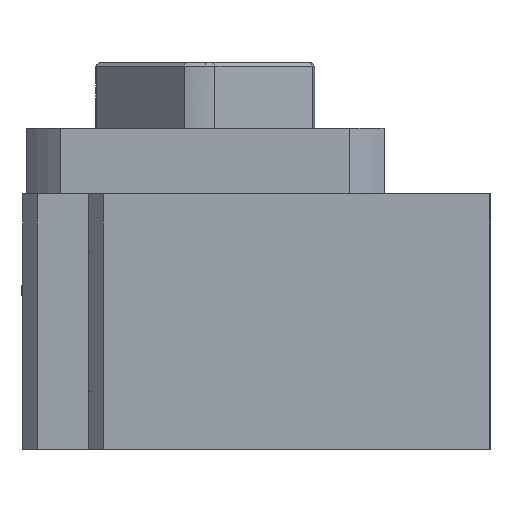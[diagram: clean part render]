
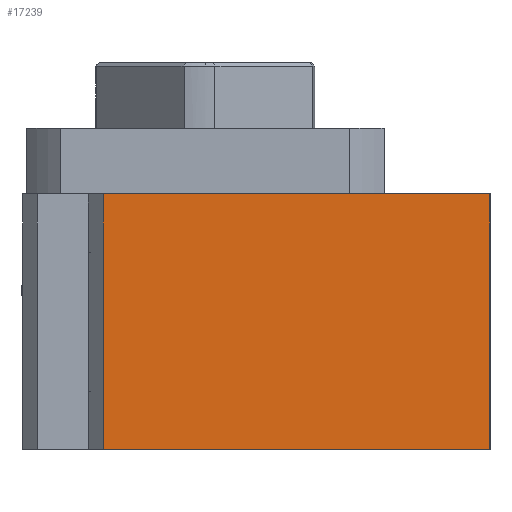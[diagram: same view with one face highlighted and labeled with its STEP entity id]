
A CAD part, left-side view. The second image highlights one B-rep face of the part: STEP entity #17239.
In plain terms, the highlighted planar face has unit normal (-1, 0, 0).
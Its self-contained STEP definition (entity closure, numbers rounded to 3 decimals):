
#907 = EDGE_CURVE ( 'NONE', #22602, #14799, #8957, .T. ) ;
#1432 = CARTESIAN_POINT ( 'NONE',  ( -48.365, -44.157, 17.5 ) ) ;
#1589 = ORIENTED_EDGE ( 'NONE', *, *, #19072, .T. ) ;
#3215 = DIRECTION ( 'NONE',  ( 0., 1., 0. ) ) ;
#3650 = FACE_OUTER_BOUND ( 'NONE', #8643, .T. ) ;
#5193 = CARTESIAN_POINT ( 'NONE',  ( -48.365, 8.843, -17.5 ) ) ;
#5785 = DIRECTION ( 'NONE',  ( 0., 1., 0. ) ) ;
#6875 = DIRECTION ( 'NONE',  ( 0., 0., -1. ) ) ;
#6912 = VERTEX_POINT ( 'NONE', #13583 ) ;
#7758 = VECTOR ( 'NONE', #17628, 1000. ) ;
#8340 = CARTESIAN_POINT ( 'NONE',  ( -48.365, -12.157, 17.5 ) ) ;
#8643 = EDGE_LOOP ( 'NONE', ( #14447, #15800, #1589, #28304 ) ) ;
#8957 = LINE ( 'NONE', #8340, #22398 ) ;
#10632 = DIRECTION ( 'NONE',  ( 0., 0., 1. ) ) ;
#13583 = CARTESIAN_POINT ( 'NONE',  ( -48.365, -44.157, -17.5 ) ) ;
#14447 = ORIENTED_EDGE ( 'NONE', *, *, #28346, .F. ) ;
#14480 = LINE ( 'NONE', #32772, #7758 ) ;
#14799 = VERTEX_POINT ( 'NONE', #22152 ) ;
#15314 = LINE ( 'NONE', #18413, #31944 ) ;
#15800 = ORIENTED_EDGE ( 'NONE', *, *, #27984, .F. ) ;
#17239 = ADVANCED_FACE ( 'NONE', ( #3650 ), #20607, .F. ) ;
#17628 = DIRECTION ( 'NONE',  ( 0., 0., 1. ) ) ;
#18413 = CARTESIAN_POINT ( 'NONE',  ( -48.365, -12.157, -17.5 ) ) ;
#19072 = EDGE_CURVE ( 'NONE', #6912, #22602, #29242, .T. ) ;
#19384 = DIRECTION ( 'NONE',  ( 1., 0., 0. ) ) ;
#19424 = VECTOR ( 'NONE', #10632, 1000. ) ;
#20607 = PLANE ( 'NONE',  #31996 ) ;
#22152 = CARTESIAN_POINT ( 'NONE',  ( -48.365, 8.843, 17.5 ) ) ;
#22398 = VECTOR ( 'NONE', #5785, 1000. ) ;
#22602 = VERTEX_POINT ( 'NONE', #1432 ) ;
#23339 = VERTEX_POINT ( 'NONE', #5193 ) ;
#27984 = EDGE_CURVE ( 'NONE', #6912, #23339, #15314, .T. ) ;
#28304 = ORIENTED_EDGE ( 'NONE', *, *, #907, .T. ) ;
#28346 = EDGE_CURVE ( 'NONE', #23339, #14799, #14480, .T. ) ;
#28386 = CARTESIAN_POINT ( 'NONE',  ( -48.365, -44.157, 0. ) ) ;
#29242 = LINE ( 'NONE', #28386, #19424 ) ;
#30782 = CARTESIAN_POINT ( 'NONE',  ( -48.365, -44.157, 17.5 ) ) ;
#31944 = VECTOR ( 'NONE', #3215, 1000. ) ;
#31996 = AXIS2_PLACEMENT_3D ( 'NONE', #30782, #19384, #6875 ) ;
#32772 = CARTESIAN_POINT ( 'NONE',  ( -48.365, 8.843, 0. ) ) ;
